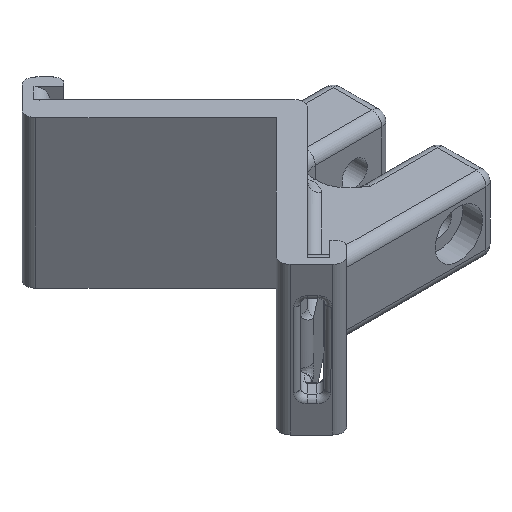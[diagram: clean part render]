
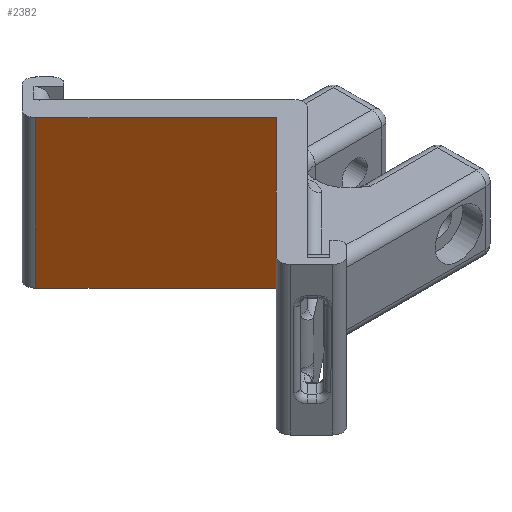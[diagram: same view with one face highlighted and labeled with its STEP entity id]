
A CAD part, isometric view. The second image highlights one B-rep face of the part: STEP entity #2382.
In plain terms, the highlighted planar face has unit normal (-0.707, -0.707, 0).
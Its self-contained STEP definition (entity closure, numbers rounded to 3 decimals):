
#53=PLANE('',#2636);
#212=LINE('',#4062,#388);
#224=LINE('',#4102,#400);
#254=LINE('',#4263,#430);
#255=LINE('',#4265,#431);
#388=VECTOR('',#3080,1.);
#400=VECTOR('',#3114,1.);
#430=VECTOR('',#3224,1.);
#431=VECTOR('',#3227,1.);
#620=FACE_OUTER_BOUND('',#765,.T.);
#765=EDGE_LOOP('',(#1981,#1982,#1983,#1984));
#1093=VERTEX_POINT('',#4059);
#1094=VERTEX_POINT('',#4061);
#1110=VERTEX_POINT('',#4099);
#1111=VERTEX_POINT('',#4101);
#1367=EDGE_CURVE('',#1093,#1094,#212,.T.);
#1388=EDGE_CURVE('',#1110,#1111,#224,.T.);
#1441=EDGE_CURVE('',#1094,#1110,#254,.T.);
#1442=EDGE_CURVE('',#1093,#1111,#255,.T.);
#1981=ORIENTED_EDGE('',*,*,#1441,.F.);
#1982=ORIENTED_EDGE('',*,*,#1367,.F.);
#1983=ORIENTED_EDGE('',*,*,#1442,.T.);
#1984=ORIENTED_EDGE('',*,*,#1388,.F.);
#2382=ADVANCED_FACE('',(#620),#53,.T.);
#2636=AXIS2_PLACEMENT_3D('',#4264,#3225,#3226);
#3080=DIRECTION('',(-0.707,0.707,0.));
#3114=DIRECTION('',(0.707,-0.707,0.));
#3224=DIRECTION('',(0.,0.,1.));
#3225=DIRECTION('center_axis',(-0.707,-0.707,0.));
#3226=DIRECTION('ref_axis',(0.,0.,1.));
#3227=DIRECTION('',(0.,0.,1.));
#4059=CARTESIAN_POINT('',(-6.081,0.,0.));
#4061=CARTESIAN_POINT('',(-30.476,24.395,0.));
#4062=CARTESIAN_POINT('',(-6.081,0.,0.));
#4099=CARTESIAN_POINT('',(-30.476,24.395,30.));
#4101=CARTESIAN_POINT('',(-6.081,0.,30.));
#4102=CARTESIAN_POINT('',(-30.476,24.395,30.));
#4263=CARTESIAN_POINT('',(-30.476,24.395,0.));
#4264=CARTESIAN_POINT('Origin',(-31.89,25.809,0.));
#4265=CARTESIAN_POINT('',(-6.081,0.,0.));
